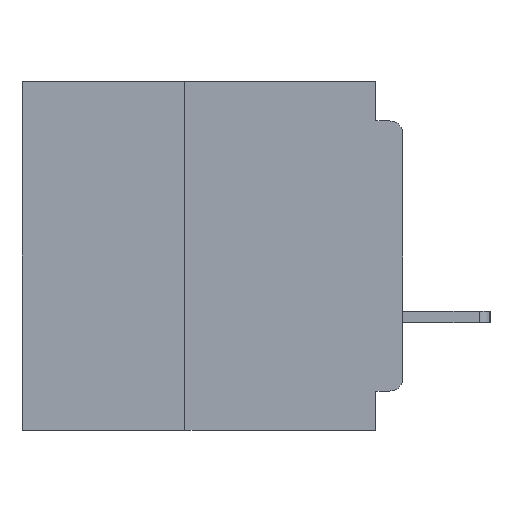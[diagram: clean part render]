
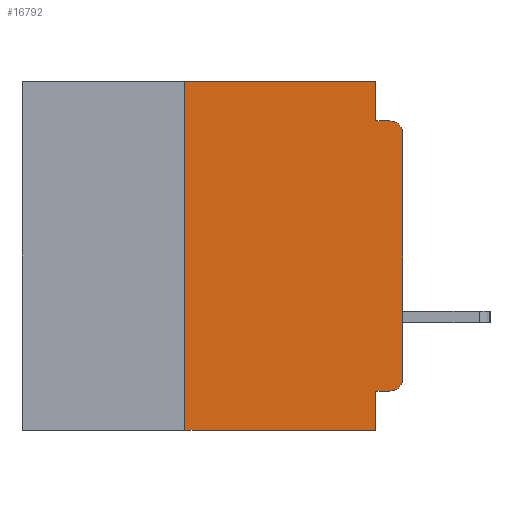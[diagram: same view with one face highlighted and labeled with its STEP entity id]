
A CAD part, left-side view. The second image highlights one B-rep face of the part: STEP entity #16792.
In plain terms, the highlighted planar face has unit normal (-1, 0, 0).
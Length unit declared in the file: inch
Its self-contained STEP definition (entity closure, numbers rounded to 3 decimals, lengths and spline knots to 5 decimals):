
#661 = EDGE_LOOP ( 'NONE', ( #25596, #12916, #28777, #38572, #16369, #39530, #16927, #31835, #24983, #18898 ) ) ;
#1998 = DIRECTION ( 'NONE',  ( 0., 0., -1. ) ) ;
#2011 = EDGE_CURVE ( 'NONE', #2295, #27926, #26872, .T. ) ;
#2086 = EDGE_CURVE ( 'NONE', #2295, #22585, #25756, .T. ) ;
#2151 = DIRECTION ( 'NONE',  ( 0., 0., -1. ) ) ;
#2203 = DIRECTION ( 'NONE',  ( -1., 0., 0. ) ) ;
#2295 = VERTEX_POINT ( 'NONE', #24347 ) ;
#3161 = VERTEX_POINT ( 'NONE', #11865 ) ;
#3756 = CARTESIAN_POINT ( 'NONE',  ( 0., 0., -0.355 ) ) ;
#4528 = CARTESIAN_POINT ( 'NONE',  ( 0., 0.031, -0.045 ) ) ;
#4596 = CARTESIAN_POINT ( 'NONE',  ( 0., 0.031, 0. ) ) ;
#4729 = CARTESIAN_POINT ( 'NONE',  ( 0., 0.437, 0. ) ) ;
#5276 = CARTESIAN_POINT ( 'NONE',  ( 0., 0., -0.06 ) ) ;
#5728 = CARTESIAN_POINT ( 'NONE',  ( 0., 0.031, -0.355 ) ) ;
#6351 = VECTOR ( 'NONE', #30470, 39.37008 ) ;
#6620 = VERTEX_POINT ( 'NONE', #5728 ) ;
#7067 = VECTOR ( 'NONE', #20487, 39.37008 ) ;
#7975 = LINE ( 'NONE', #4596, #26698 ) ;
#7978 = PLANE ( 'NONE',  #41440 ) ;
#8993 = AXIS2_PLACEMENT_3D ( 'NONE', #23322, #2203, #26876 ) ;
#11865 = CARTESIAN_POINT ( 'NONE',  ( 0., 0., -0.34 ) ) ;
#11998 = VERTEX_POINT ( 'NONE', #5276 ) ;
#12200 = CARTESIAN_POINT ( 'NONE',  ( 0., 0.031, -0.4 ) ) ;
#12219 = CARTESIAN_POINT ( 'NONE',  ( 0., 0.25, -0.4 ) ) ;
#12727 = EDGE_CURVE ( 'NONE', #41022, #16682, #35052, .T. ) ;
#12916 = ORIENTED_EDGE ( 'NONE', *, *, #25794, .T. ) ;
#13997 = LINE ( 'NONE', #3756, #40779 ) ;
#14180 = LINE ( 'NONE', #26667, #15276 ) ;
#14822 = VECTOR ( 'NONE', #18919, 39.37008 ) ;
#14927 = CARTESIAN_POINT ( 'NONE',  ( 0., 0.015, -0.045 ) ) ;
#15038 = DIRECTION ( 'NONE',  ( 0., 0., -1. ) ) ;
#15276 = VECTOR ( 'NONE', #1998, 39.37008 ) ;
#15698 = LINE ( 'NONE', #33831, #6351 ) ;
#16369 = ORIENTED_EDGE ( 'NONE', *, *, #37106, .F. ) ;
#16682 = VERTEX_POINT ( 'NONE', #14927 ) ;
#16792 = ADVANCED_FACE ( 'NONE', ( #43762 ), #7978, .F. ) ;
#16927 = ORIENTED_EDGE ( 'NONE', *, *, #2086, .T. ) ;
#16942 = CARTESIAN_POINT ( 'NONE',  ( 0., 0., -0.045 ) ) ;
#18898 = ORIENTED_EDGE ( 'NONE', *, *, #42203, .T. ) ;
#18919 = DIRECTION ( 'NONE',  ( 0., -1., 0. ) ) ;
#20487 = DIRECTION ( 'NONE',  ( 0., -1., 0. ) ) ;
#22585 = VERTEX_POINT ( 'NONE', #12200 ) ;
#23267 = DIRECTION ( 'NONE',  ( -1., 0., 0. ) ) ;
#23322 = CARTESIAN_POINT ( 'NONE',  ( 0., 0.015, -0.34 ) ) ;
#24181 = LINE ( 'NONE', #4729, #14822 ) ;
#24347 = CARTESIAN_POINT ( 'NONE',  ( 0., 0.25, -0.4 ) ) ;
#24983 = ORIENTED_EDGE ( 'NONE', *, *, #39331, .F. ) ;
#25596 = ORIENTED_EDGE ( 'NONE', *, *, #29915, .T. ) ;
#25756 = LINE ( 'NONE', #33533, #43114 ) ;
#25781 = EDGE_CURVE ( 'NONE', #6620, #22585, #14180, .T. ) ;
#25794 = EDGE_CURVE ( 'NONE', #11998, #16682, #31750, .T. ) ;
#26381 = AXIS2_PLACEMENT_3D ( 'NONE', #44087, #23267, #2151 ) ;
#26667 = CARTESIAN_POINT ( 'NONE',  ( 0., 0.031, -0.4 ) ) ;
#26698 = VECTOR ( 'NONE', #29238, 39.37008 ) ;
#26872 = LINE ( 'NONE', #12219, #27957 ) ;
#26876 = DIRECTION ( 'NONE',  ( 0., 0., -1. ) ) ;
#27466 = CIRCLE ( 'NONE', #8993, 0.015 ) ;
#27926 = VERTEX_POINT ( 'NONE', #34852 ) ;
#27957 = VECTOR ( 'NONE', #36736, 39.37008 ) ;
#28777 = ORIENTED_EDGE ( 'NONE', *, *, #12727, .F. ) ;
#29238 = DIRECTION ( 'NONE',  ( 0., 0., -1. ) ) ;
#29915 = EDGE_CURVE ( 'NONE', #3161, #11998, #15698, .T. ) ;
#30470 = DIRECTION ( 'NONE',  ( 0., 0., 1. ) ) ;
#31750 = CIRCLE ( 'NONE', #26381, 0.015 ) ;
#31835 = ORIENTED_EDGE ( 'NONE', *, *, #25781, .F. ) ;
#32003 = VERTEX_POINT ( 'NONE', #44983 ) ;
#32523 = CARTESIAN_POINT ( 'NONE',  ( 0., 0.437, 0. ) ) ;
#33451 = EDGE_CURVE ( 'NONE', #44616, #41022, #7975, .T. ) ;
#33533 = CARTESIAN_POINT ( 'NONE',  ( 0., 0.437, -0.4 ) ) ;
#33831 = CARTESIAN_POINT ( 'NONE',  ( 0., 0., 0. ) ) ;
#34852 = CARTESIAN_POINT ( 'NONE',  ( 0., 0.25, 0. ) ) ;
#35052 = LINE ( 'NONE', #16942, #7067 ) ;
#36017 = DIRECTION ( 'NONE',  ( 1., 0., 0. ) ) ;
#36736 = DIRECTION ( 'NONE',  ( 0., 0., 1. ) ) ;
#37043 = DIRECTION ( 'NONE',  ( 0., -1., 0. ) ) ;
#37106 = EDGE_CURVE ( 'NONE', #27926, #44616, #24181, .T. ) ;
#38572 = ORIENTED_EDGE ( 'NONE', *, *, #33451, .F. ) ;
#39331 = EDGE_CURVE ( 'NONE', #32003, #6620, #13997, .T. ) ;
#39530 = ORIENTED_EDGE ( 'NONE', *, *, #2011, .F. ) ;
#40779 = VECTOR ( 'NONE', #42208, 39.37008 ) ;
#41022 = VERTEX_POINT ( 'NONE', #4528 ) ;
#41440 = AXIS2_PLACEMENT_3D ( 'NONE', #32523, #36017, #15038 ) ;
#42203 = EDGE_CURVE ( 'NONE', #32003, #3161, #27466, .T. ) ;
#42208 = DIRECTION ( 'NONE',  ( 0., 1., 0. ) ) ;
#43114 = VECTOR ( 'NONE', #37043, 39.37008 ) ;
#43762 = FACE_OUTER_BOUND ( 'NONE', #661, .T. ) ;
#44087 = CARTESIAN_POINT ( 'NONE',  ( 0., 0.015, -0.06 ) ) ;
#44253 = CARTESIAN_POINT ( 'NONE',  ( 0., 0.031, 0. ) ) ;
#44616 = VERTEX_POINT ( 'NONE', #44253 ) ;
#44983 = CARTESIAN_POINT ( 'NONE',  ( 0., 0.015, -0.355 ) ) ;
